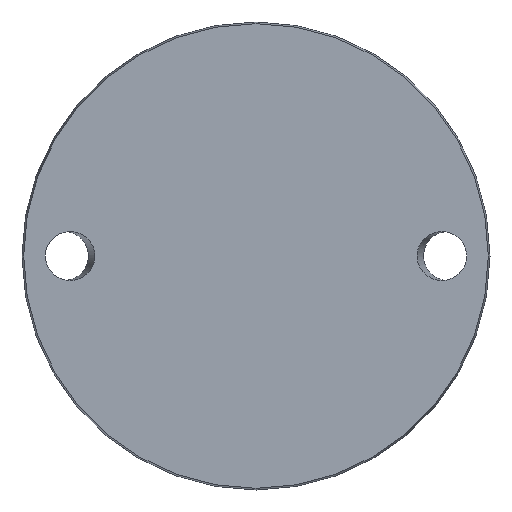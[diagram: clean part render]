
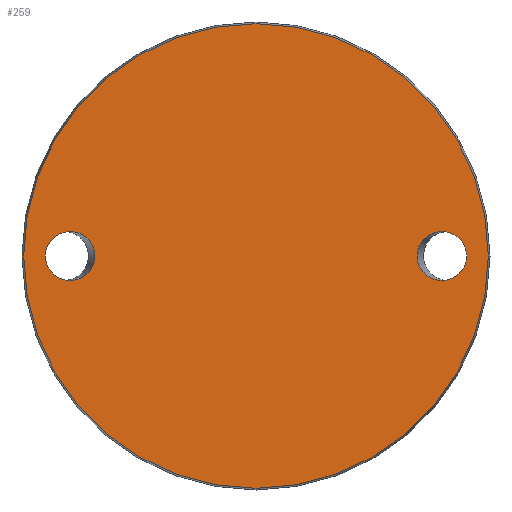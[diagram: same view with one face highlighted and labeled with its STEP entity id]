
A CAD part, front view. The second image highlights one B-rep face of the part: STEP entity #259.
In plain terms, the highlighted planar face has unit normal (0, -1, 0).
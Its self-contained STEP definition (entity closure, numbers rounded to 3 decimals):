
#2 = EDGE_CURVE ( 'NONE', #261, #261, #751, .T. ) ;
#28 = ORIENTED_EDGE ( 'NONE', *, *, #2, .T. ) ;
#39 = FACE_BOUND ( 'NONE', #476, .T. ) ;
#44 = CARTESIAN_POINT ( 'NONE',  ( 71.115, 0., 0. ) ) ;
#49 = ORIENTED_EDGE ( 'NONE', *, *, #449, .T. ) ;
#66 = CARTESIAN_POINT ( 'NONE',  ( -54.385, 0., -16.5 ) ) ;
#102 = CARTESIAN_POINT ( 'NONE',  ( 71.115, 0., 0. ) ) ;
#107 = DIRECTION ( 'NONE',  ( 0., 1., 0. ) ) ;
#122 = EDGE_CURVE ( 'NONE', #308, #308, #131, .T. ) ;
#131 =( BOUNDED_CURVE ( )  B_SPLINE_CURVE ( 3, ( #44, #359, #288, #529, #159, #648, #102 ),
 .UNSPECIFIED., .T., .F. ) 
 B_SPLINE_CURVE_WITH_KNOTS ( ( 4, 3, 4 ),
 ( 0., 3.142, 6.283 ),
 .UNSPECIFIED. ) 
 CURVE ( )  GEOMETRIC_REPRESENTATION_ITEM ( )  RATIONAL_B_SPLINE_CURVE ( ( 1., 0.333, 0.333, 1., 0.333, 0.333, 1. ) ) 
 REPRESENTATION_ITEM ( '' )  );
#159 = CARTESIAN_POINT ( 'NONE',  ( 54.385, 0., 16.5 ) ) ;
#163 = FACE_OUTER_BOUND ( 'NONE', #716, .T. ) ;
#191 = AXIS2_PLACEMENT_3D ( 'NONE', #653, #107, #522 ) ;
#198 = DIRECTION ( 'NONE',  ( 0., -1., 0. ) ) ;
#213 = ORIENTED_EDGE ( 'NONE', *, *, #122, .T. ) ;
#214 = VERTEX_POINT ( 'NONE', #445 ) ;
#245 = CARTESIAN_POINT ( 'NONE',  ( -71.115, 0., 0. ) ) ;
#259 = ADVANCED_FACE ( 'NONE', ( #39, #709, #163 ), #402, .F. ) ;
#260 =( BOUNDED_CURVE ( )  B_SPLINE_CURVE ( 3, ( #793, #479, #372, #608, #66, #309, #245 ),
 .UNSPECIFIED., .T., .T. ) 
 B_SPLINE_CURVE_WITH_KNOTS ( ( 4, 3, 4 ),
 ( 0., 3.142, 6.283 ),
 .UNSPECIFIED. ) 
 CURVE ( )  GEOMETRIC_REPRESENTATION_ITEM ( )  RATIONAL_B_SPLINE_CURVE ( ( 1., 0.333, 0.333, 1., 0.333, 0.333, 1. ) ) 
 REPRESENTATION_ITEM ( '' )  );
#261 = VERTEX_POINT ( 'NONE', #495 ) ;
#288 = CARTESIAN_POINT ( 'NONE',  ( 54.385, 0., -16.5 ) ) ;
#301 = DIRECTION ( 'NONE',  ( 0., 0., -1. ) ) ;
#308 = VERTEX_POINT ( 'NONE', #484 ) ;
#309 = CARTESIAN_POINT ( 'NONE',  ( -71.115, 0., -16.5 ) ) ;
#359 = CARTESIAN_POINT ( 'NONE',  ( 71.115, 0., -16.5 ) ) ;
#363 = CARTESIAN_POINT ( 'NONE',  ( 0., 0., 0. ) ) ;
#372 = CARTESIAN_POINT ( 'NONE',  ( -54.385, 0., 16.5 ) ) ;
#402 = PLANE ( 'NONE',  #191 ) ;
#445 = CARTESIAN_POINT ( 'NONE',  ( -71.115, 0., 0. ) ) ;
#449 = EDGE_CURVE ( 'NONE', #214, #214, #260, .T. ) ;
#476 = EDGE_LOOP ( 'NONE', ( #49 ) ) ;
#479 = CARTESIAN_POINT ( 'NONE',  ( -71.115, 0., 16.5 ) ) ;
#484 = CARTESIAN_POINT ( 'NONE',  ( 71.115, 0., 0. ) ) ;
#495 = CARTESIAN_POINT ( 'NONE',  ( 0., 0., -78.425 ) ) ;
#522 = DIRECTION ( 'NONE',  ( 0., 0., 1. ) ) ;
#529 = CARTESIAN_POINT ( 'NONE',  ( 54.385, 0., 0. ) ) ;
#581 = AXIS2_PLACEMENT_3D ( 'NONE', #363, #198, #301 ) ;
#608 = CARTESIAN_POINT ( 'NONE',  ( -54.385, 0., 0. ) ) ;
#648 = CARTESIAN_POINT ( 'NONE',  ( 71.115, 0., 16.5 ) ) ;
#653 = CARTESIAN_POINT ( 'NONE',  ( -78.425, 0., 0. ) ) ;
#654 = EDGE_LOOP ( 'NONE', ( #213 ) ) ;
#709 = FACE_BOUND ( 'NONE', #654, .T. ) ;
#716 = EDGE_LOOP ( 'NONE', ( #28 ) ) ;
#751 = CIRCLE ( 'NONE', #581, 78.425 ) ;
#793 = CARTESIAN_POINT ( 'NONE',  ( -71.115, 0., 0. ) ) ;
